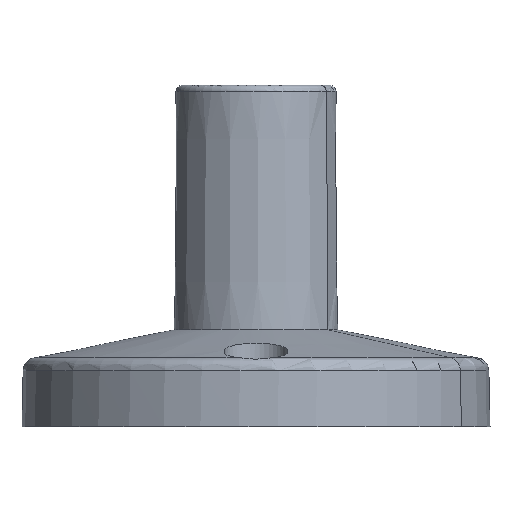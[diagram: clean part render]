
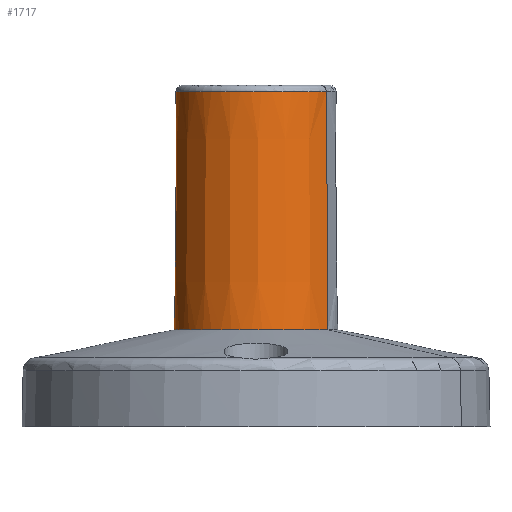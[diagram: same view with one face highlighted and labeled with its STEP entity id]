
A CAD part, left-side view. The second image highlights one B-rep face of the part: STEP entity #1717.
In plain terms, the highlighted conical face has half-angle 0.391 degrees and reference radius 12 mm.
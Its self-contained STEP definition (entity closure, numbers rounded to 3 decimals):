
#335 = CARTESIAN_POINT ( 'NONE',  ( 5.756, 10.537, 50.107 ) ) ;
#422 = CARTESIAN_POINT ( 'NONE',  ( -1.91, 12.206, 14.5 ) ) ;
#504 = CARTESIAN_POINT ( 'NONE',  ( -9.982, 7.28, 14.5 ) ) ;
#724 = DIRECTION ( 'NONE',  ( 0., 0., -1. ) ) ;
#788 = EDGE_CURVE ( 'NONE', #4601, #2695, #1779, .T. ) ;
#971 = CARTESIAN_POINT ( 'NONE',  ( -7.28, -9.982, 14.5 ) ) ;
#1015 = CARTESIAN_POINT ( 'NONE',  ( -0.282, 12.351, 14.5 ) ) ;
#1075 = EDGE_LOOP ( 'NONE', ( #1660, #6060, #7941, #8268 ) ) ;
#1095 = VERTEX_POINT ( 'NONE', #335 ) ;
#1218 = CARTESIAN_POINT ( 'NONE',  ( -11.769, 2.849, 50.107 ) ) ;
#1510 = AXIS2_PLACEMENT_3D ( 'NONE', #2519, #724, #5810 ) ;
#1592 = CARTESIAN_POINT ( 'NONE',  ( -10.546, -6.436, 14.5 ) ) ;
#1660 = ORIENTED_EDGE ( 'NONE', *, *, #3663, .T. ) ;
#1717 = ADVANCED_FACE ( 'NONE', ( #7065 ), #7690, .T. ) ;
#1749 = CARTESIAN_POINT ( 'NONE',  ( -11.519, 4.466, 14.5 ) ) ;
#1779 = B_SPLINE_CURVE_WITH_KNOTS ( 'NONE', 3,
 ( #5629, #971, #5465, #1592, #6256, #4872, #2349, #2933, #1749, #504, #8036, #3604, #2260, #422, #1015, #4917, #2304, #6847 ),
 .UNSPECIFIED., .F., .F.,
 ( 4, 2, 2, 2, 2, 2, 2, 2, 4 ),
 ( 0., 0.125, 0.25, 0.375, 0.5, 0.625, 0.75, 0.875, 1. ),
 .UNSPECIFIED. ) ;
#2010 = B_SPLINE_CURVE_WITH_KNOTS ( 'NONE', 3,
 ( #5180, #7749, #4546, #5053 ),
 .UNSPECIFIED., .F., .F.,
 ( 4, 4 ),
 ( 0., 1. ),
 .UNSPECIFIED. ) ;
#2081 = CARTESIAN_POINT ( 'NONE',  ( -11.079, -4.888, 50.107 ) ) ;
#2260 = CARTESIAN_POINT ( 'NONE',  ( -4.988, 11.303, 14.5 ) ) ;
#2304 = CARTESIAN_POINT ( 'NONE',  ( 4.466, 11.519, 14.5 ) ) ;
#2349 = CARTESIAN_POINT ( 'NONE',  ( -12.351, -0.282, 14.5 ) ) ;
#2428 = CARTESIAN_POINT ( 'NONE',  ( -0.277, 12.106, 50.107 ) ) ;
#2473 = CARTESIAN_POINT ( 'NONE',  ( -10.336, -6.308, 50.107 ) ) ;
#2519 = CARTESIAN_POINT ( 'NONE',  ( 0., 0., 51.1 ) ) ;
#2524 = CARTESIAN_POINT ( 'NONE',  ( -5.873, -10.75, 14.5 ) ) ;
#2570 = VERTEX_POINT ( 'NONE', #6968 ) ;
#2664 = CARTESIAN_POINT ( 'NONE',  ( -6.308, 10.336, 50.107 ) ) ;
#2695 = VERTEX_POINT ( 'NONE', #7213 ) ;
#2933 = CARTESIAN_POINT ( 'NONE',  ( -12.008, 2.906, 14.5 ) ) ;
#2984 = CARTESIAN_POINT ( 'NONE',  ( -5.756, -10.537, 50.107 ) ) ;
#3097 = CARTESIAN_POINT ( 'NONE',  ( -8.756, 8.365, 50.107 ) ) ;
#3140 = CARTESIAN_POINT ( 'NONE',  ( -11.29, 4.377, 50.107 ) ) ;
#3342 = CARTESIAN_POINT ( 'NONE',  ( -8.365, -8.756, 50.107 ) ) ;
#3604 = CARTESIAN_POINT ( 'NONE',  ( -6.436, 10.546, 14.5 ) ) ;
#3663 = EDGE_CURVE ( 'NONE', #4601, #2570, #4947, .T. ) ;
#3771 = CARTESIAN_POINT ( 'NONE',  ( 4.377, 11.29, 50.107 ) ) ;
#3974 = CARTESIAN_POINT ( 'NONE',  ( -12.106, -0.277, 50.107 ) ) ;
#4137 = EDGE_CURVE ( 'NONE', #2570, #1095, #7123, .T. ) ;
#4546 = CARTESIAN_POINT ( 'NONE',  ( 5.834, 10.679, 26.369 ) ) ;
#4601 = VERTEX_POINT ( 'NONE', #2524 ) ;
#4717 = EDGE_CURVE ( 'NONE', #1095, #2695, #2010, .T. ) ;
#4872 = CARTESIAN_POINT ( 'NONE',  ( -12.206, -1.91, 14.5 ) ) ;
#4917 = CARTESIAN_POINT ( 'NONE',  ( 2.906, 12.008, 14.5 ) ) ;
#4947 = B_SPLINE_CURVE_WITH_KNOTS ( 'NONE', 3,
 ( #7364, #6861, #7528, #2984 ),
 .UNSPECIFIED., .F., .F.,
 ( 4, 4 ),
 ( 0., 1. ),
 .UNSPECIFIED. ) ;
#5053 = CARTESIAN_POINT ( 'NONE',  ( 5.873, 10.75, 14.5 ) ) ;
#5180 = CARTESIAN_POINT ( 'NONE',  ( 5.756, 10.537, 50.107 ) ) ;
#5238 = CARTESIAN_POINT ( 'NONE',  ( 2.849, 11.769, 50.107 ) ) ;
#5279 = CARTESIAN_POINT ( 'NONE',  ( -7.136, -9.783, 50.107 ) ) ;
#5465 = CARTESIAN_POINT ( 'NONE',  ( -8.534, -8.933, 14.5 ) ) ;
#5629 = CARTESIAN_POINT ( 'NONE',  ( -5.873, -10.75, 14.5 ) ) ;
#5633 = CARTESIAN_POINT ( 'NONE',  ( -4.888, 11.079, 50.107 ) ) ;
#5810 = DIRECTION ( 'NONE',  ( 0.479, 0.878, 0. ) ) ;
#6060 = ORIENTED_EDGE ( 'NONE', *, *, #4137, .T. ) ;
#6256 = CARTESIAN_POINT ( 'NONE',  ( -11.303, -4.988, 14.5 ) ) ;
#6847 = CARTESIAN_POINT ( 'NONE',  ( 5.873, 10.75, 14.5 ) ) ;
#6861 = CARTESIAN_POINT ( 'NONE',  ( -5.834, -10.679, 26.369 ) ) ;
#6934 = CARTESIAN_POINT ( 'NONE',  ( 5.756, 10.537, 50.107 ) ) ;
#6968 = CARTESIAN_POINT ( 'NONE',  ( -5.756, -10.537, 50.107 ) ) ;
#6973 = CARTESIAN_POINT ( 'NONE',  ( -1.872, 11.964, 50.107 ) ) ;
#7065 = FACE_OUTER_BOUND ( 'NONE', #1075, .T. ) ;
#7123 = B_SPLINE_CURVE_WITH_KNOTS ( 'NONE', 3,
 ( #7558, #5279, #3342, #2473, #2081, #8204, #3974, #1218, #3140, #7602, #3097, #2664, #5633, #6973, #2428, #5238, #3771, #6934 ),
 .UNSPECIFIED., .F., .F.,
 ( 4, 2, 2, 2, 2, 2, 2, 2, 4 ),
 ( 0., 0.125, 0.25, 0.375, 0.5, 0.625, 0.75, 0.875, 1. ),
 .UNSPECIFIED. ) ;
#7213 = CARTESIAN_POINT ( 'NONE',  ( 5.873, 10.75, 14.5 ) ) ;
#7364 = CARTESIAN_POINT ( 'NONE',  ( -5.873, -10.75, 14.5 ) ) ;
#7528 = CARTESIAN_POINT ( 'NONE',  ( -5.795, -10.608, 38.238 ) ) ;
#7558 = CARTESIAN_POINT ( 'NONE',  ( -5.756, -10.537, 50.107 ) ) ;
#7602 = CARTESIAN_POINT ( 'NONE',  ( -9.783, 7.136, 50.107 ) ) ;
#7690 = CONICAL_SURFACE ( 'NONE', #1510, 12., 0.007 ) ;
#7749 = CARTESIAN_POINT ( 'NONE',  ( 5.795, 10.608, 38.238 ) ) ;
#7941 = ORIENTED_EDGE ( 'NONE', *, *, #4717, .T. ) ;
#8036 = CARTESIAN_POINT ( 'NONE',  ( -8.933, 8.534, 14.5 ) ) ;
#8204 = CARTESIAN_POINT ( 'NONE',  ( -11.964, -1.872, 50.107 ) ) ;
#8268 = ORIENTED_EDGE ( 'NONE', *, *, #788, .F. ) ;
